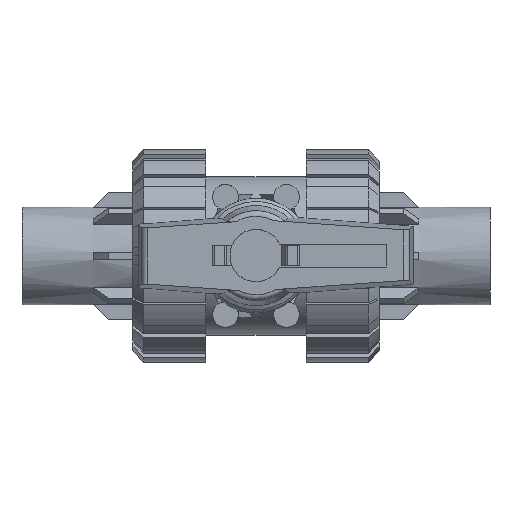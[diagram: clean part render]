
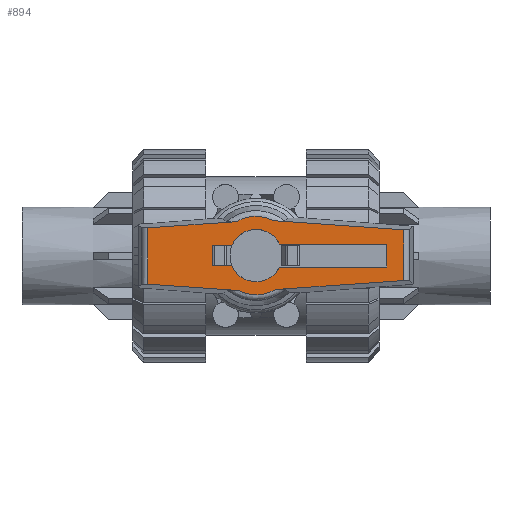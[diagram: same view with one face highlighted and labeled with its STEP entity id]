
A CAD part, top view. The second image highlights one B-rep face of the part: STEP entity #894.
In plain terms, the highlighted planar face has unit normal (0, 0, 1).
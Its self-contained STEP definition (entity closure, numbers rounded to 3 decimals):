
#894=ADVANCED_FACE('',(#2090,#2091),#2092,.T.);
#2090=FACE_BOUND('',#3660,.T.);
#2091=FACE_OUTER_BOUND('',#3661,.T.);
#2092=PLANE('',#3662);
#3660=EDGE_LOOP('',(#6568,#6569,#6570,#6571,#6572,#6573,#6574,#6575));
#3661=EDGE_LOOP('',(#6576,#6577,#6578,#6579,#6580,#6581,#6582,#6583));
#3662=AXIS2_PLACEMENT_3D('',#6584,#6585,#6586);
#6568=ORIENTED_EDGE('',*,*,#10469,.T.);
#6569=ORIENTED_EDGE('',*,*,#10540,.T.);
#6570=ORIENTED_EDGE('',*,*,#10637,.T.);
#6571=ORIENTED_EDGE('',*,*,#10645,.T.);
#6572=ORIENTED_EDGE('',*,*,#10451,.T.);
#6573=ORIENTED_EDGE('',*,*,#10391,.T.);
#6574=ORIENTED_EDGE('',*,*,#10382,.T.);
#6575=ORIENTED_EDGE('',*,*,#10460,.T.);
#6576=ORIENTED_EDGE('',*,*,#10601,.T.);
#6577=ORIENTED_EDGE('',*,*,#10760,.T.);
#6578=ORIENTED_EDGE('',*,*,#10691,.T.);
#6579=ORIENTED_EDGE('',*,*,#10709,.F.);
#6580=ORIENTED_EDGE('',*,*,#10626,.T.);
#6581=ORIENTED_EDGE('',*,*,#10730,.T.);
#6582=ORIENTED_EDGE('',*,*,#10679,.T.);
#6583=ORIENTED_EDGE('',*,*,#10707,.T.);
#6584=CARTESIAN_POINT('',(6.432,0.0,121.5));
#6585=DIRECTION('',(0.0,0.0,1.0));
#6586=DIRECTION('',(1.0,0.0,0.0));
#10382=EDGE_CURVE('',#12396,#12397,#12398,.T.);
#10391=EDGE_CURVE('',#12411,#12396,#12412,.T.);
#10451=EDGE_CURVE('',#12508,#12411,#12509,.T.);
#10460=EDGE_CURVE('',#12397,#12522,#12523,.T.);
#10469=EDGE_CURVE('',#12522,#12533,#12534,.T.);
#10540=EDGE_CURVE('',#12533,#12625,#12627,.T.);
#10601=EDGE_CURVE('',#12729,#12727,#12730,.T.);
#10626=EDGE_CURVE('',#12773,#12771,#12774,.T.);
#10637=EDGE_CURVE('',#12625,#12791,#12792,.T.);
#10645=EDGE_CURVE('',#12791,#12508,#12801,.T.);
#10679=EDGE_CURVE('',#12849,#12847,#12850,.T.);
#10691=EDGE_CURVE('',#12869,#12867,#12870,.T.);
#10707=EDGE_CURVE('',#12847,#12729,#12889,.T.);
#10709=EDGE_CURVE('',#12773,#12867,#12891,.T.);
#10730=EDGE_CURVE('',#12771,#12849,#12918,.T.);
#10760=EDGE_CURVE('',#12727,#12869,#12948,.T.);
#12396=VERTEX_POINT('',#15371);
#12397=VERTEX_POINT('',#15372);
#12398=LINE('',#15373,#15374);
#12411=VERTEX_POINT('',#15393);
#12412=LINE('',#15394,#15395);
#12508=VERTEX_POINT('',#15524);
#12509=CIRCLE('',#15525,8.571);
#12522=VERTEX_POINT('',#15540);
#12523=LINE('',#15541,#15542);
#12533=VERTEX_POINT('',#15557);
#12534=CIRCLE('',#15558,8.571);
#12625=VERTEX_POINT('',#15682);
#12627=LINE('',#15685,#15686);
#12727=VERTEX_POINT('',#15983);
#12729=VERTEX_POINT('',#16014);
#12730=LINE('',#16015,#16016);
#12771=VERTEX_POINT('',#16162);
#12773=VERTEX_POINT('',#16193);
#12774=LINE('',#16194,#16195);
#12791=VERTEX_POINT('',#16217);
#12792=LINE('',#16218,#16219);
#12801=LINE('',#16231,#16232);
#12847=VERTEX_POINT('',#16353);
#12849=VERTEX_POINT('',#16355);
#12850=LINE('',#16356,#16357);
#12867=VERTEX_POINT('',#16428);
#12869=VERTEX_POINT('',#16430);
#12870=LINE('',#16431,#16432);
#12889=LINE('',#16523,#16524);
#12891=LINE('',#16526,#16527);
#12918=CIRCLE('',#16624,12.863);
#12948=CIRCLE('',#16654,12.863);
#15371=CARTESIAN_POINT('',(42.917,3.75,121.5));
#15372=CARTESIAN_POINT('',(42.917,-3.75,121.5));
#15373=CARTESIAN_POINT('',(42.917,0.0,121.5));
#15374=VECTOR('',#21861,1.0);
#15393=CARTESIAN_POINT('',(7.708,3.75,121.5));
#15394=CARTESIAN_POINT('',(13.945,3.75,121.5));
#15395=VECTOR('',#21868,1.0);
#15524=CARTESIAN_POINT('',(-7.879,3.375,121.5));
#15525=AXIS2_PLACEMENT_3D('',#21956,#21957,#21958);
#15540=CARTESIAN_POINT('',(7.708,-3.75,121.5));
#15541=CARTESIAN_POINT('',(13.945,-3.75,121.5));
#15542=VECTOR('',#21973,1.0);
#15557=CARTESIAN_POINT('',(-7.879,-3.375,121.5));
#15558=AXIS2_PLACEMENT_3D('',#21979,#21980,#21981);
#15682=CARTESIAN_POINT('',(-14.217,-3.375,121.5));
#15685=CARTESIAN_POINT('',(-2.356,-3.375,121.5));
#15686=VECTOR('',#22049,1.0);
#15983=CARTESIAN_POINT('',(-5.901,-11.43,121.5));
#16014=CARTESIAN_POINT('',(-35.537,-9.357,121.5));
#16015=CARTESIAN_POINT('',(-4.089,-11.556,121.5));
#16016=VECTOR('',#22098,1.0);
#16162=CARTESIAN_POINT('',(5.901,11.43,121.5));
#16193=CARTESIAN_POINT('',(48.412,8.457,121.5));
#16194=CARTESIAN_POINT('',(27.237,9.938,121.5));
#16195=VECTOR('',#22117,1.0);
#16217=CARTESIAN_POINT('',(-14.217,3.375,121.5));
#16218=CARTESIAN_POINT('',(-14.217,5.063,121.5));
#16219=VECTOR('',#22132,1.0);
#16231=CARTESIAN_POINT('',(-2.356,3.375,121.5));
#16232=VECTOR('',#22139,1.0);
#16353=CARTESIAN_POINT('',(-35.537,9.091,121.5));
#16355=CARTESIAN_POINT('',(-6.458,11.125,121.5));
#16356=CARTESIAN_POINT('',(-3.131,11.357,121.5));
#16357=VECTOR('',#22169,1.0);
#16428=CARTESIAN_POINT('',(48.412,-8.191,121.5));
#16430=CARTESIAN_POINT('',(6.458,-11.125,121.5));
#16431=CARTESIAN_POINT('',(28.158,-9.607,121.5));
#16432=VECTOR('',#22182,1.0);
#16523=CARTESIAN_POINT('',(-35.537,13.5,121.5));
#16524=VECTOR('',#22188,1.0);
#16526=CARTESIAN_POINT('',(48.412,13.5,121.5));
#16527=VECTOR('',#22189,1.0);
#16624=AXIS2_PLACEMENT_3D('',#22210,#22211,#22212);
#16654=AXIS2_PLACEMENT_3D('',#22252,#22253,#22254);
#21861=DIRECTION('',(0.0,-1.0,0.0));
#21868=DIRECTION('',(1.0,0.0,-0.0));
#21956=CARTESIAN_POINT('',(0.0,0.0,121.5));
#21957=DIRECTION('',(0.0,0.0,-1.0));
#21958=DIRECTION('',(1.0,0.0,0.0));
#21973=DIRECTION('',(-1.0,0.0,0.0));
#21979=CARTESIAN_POINT('',(0.0,0.0,121.5));
#21980=DIRECTION('',(0.0,0.0,-1.0));
#21981=DIRECTION('',(1.0,0.0,0.0));
#22049=DIRECTION('',(-1.0,0.0,0.0));
#22098=DIRECTION('',(0.998,-0.07,0.0));
#22117=DIRECTION('',(-0.998,0.07,0.0));
#22132=DIRECTION('',(0.0,1.0,-0.0));
#22139=DIRECTION('',(1.0,0.0,0.0));
#22169=DIRECTION('',(-0.998,-0.07,0.0));
#22182=DIRECTION('',(0.998,0.07,-0.0));
#22188=DIRECTION('',(0.0,-1.0,0.0));
#22189=DIRECTION('',(0.0,-1.0,0.0));
#22210=CARTESIAN_POINT('',(0.0,0.0,121.5));
#22211=DIRECTION('',(0.0,0.0,1.0));
#22212=DIRECTION('',(1.0,0.0,0.0));
#22252=CARTESIAN_POINT('',(0.0,0.0,121.5));
#22253=DIRECTION('',(0.0,0.0,1.0));
#22254=DIRECTION('',(1.0,0.0,0.0));
